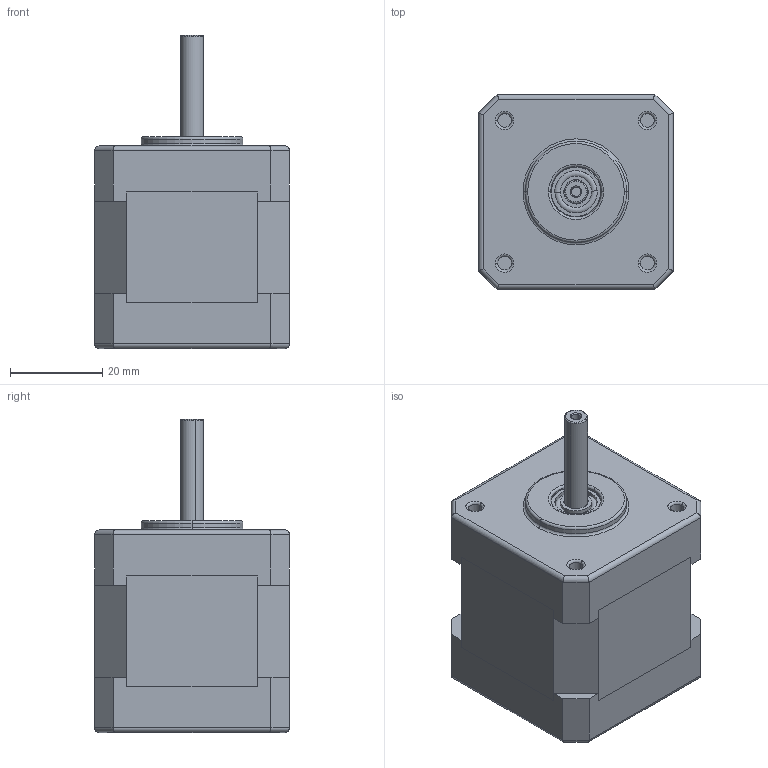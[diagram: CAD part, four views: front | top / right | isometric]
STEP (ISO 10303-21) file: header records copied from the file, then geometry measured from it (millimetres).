
FILE_DESCRIPTION(('FreeCAD Model'),'2;1');
FILE_NAME('NEMA17-Stepper.step', '2020-03-23T11:09:39',('Author'),(''), 'Open CASCADE STEP processor 7.3','FreeCAD','Unknown');
FILE_SCHEMA(('AUTOMOTIVE_DESIGN { 1 0 10303 214 1 1 1 1 }'));
Length unit declared in the file: millimetre
Products named in the file (1): Compound
Bounding box: 42.3 x 42.3 x 68 mm (x, y, z)
Volume: 76664.5 mm3; surface area: 21081.8 mm2
Topology: 10 solids, 10 shells, 300 faces, 654 edges, 394 vertices
Faces by surface type: plane 128, cylinder 94, torus 70, sphere 8
Entity records: 10431 total; most frequent: DIRECTION 1600, CARTESIAN_POINT 1397, ORIENTED_EDGE 1308, AXIS2_PLACEMENT_3D 661, EDGE_CURVE 654, VERTEX_POINT 394, CIRCLE 360, FACE_BOUND 336
